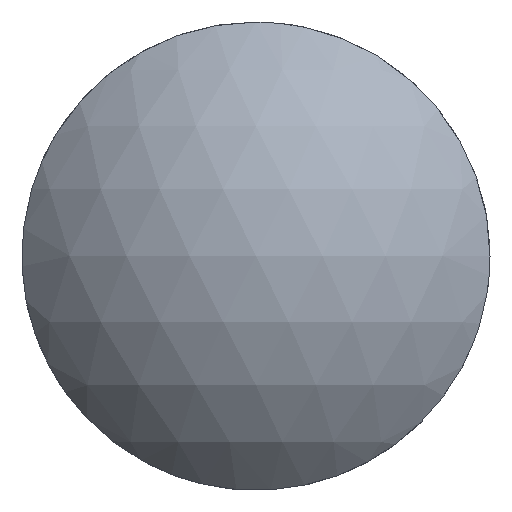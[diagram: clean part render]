
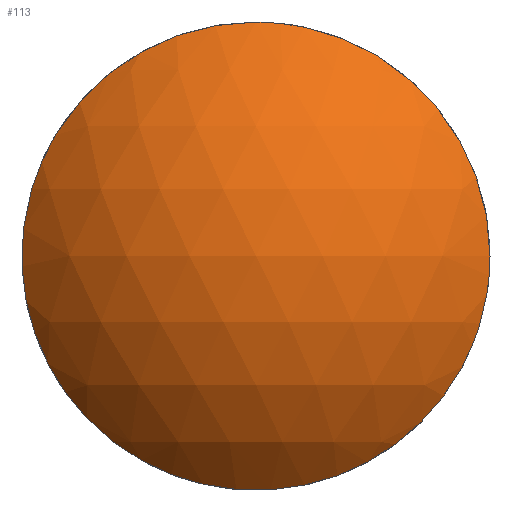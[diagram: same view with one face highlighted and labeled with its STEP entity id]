
A CAD part, left-side view. The second image highlights one B-rep face of the part: STEP entity #113.
In plain terms, the highlighted spherical face has radius 10 mm.
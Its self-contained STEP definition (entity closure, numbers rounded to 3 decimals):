
#1=CARTESIAN_POINT('POINT1',(18.68,
   -100.,17.75));
#2=VERTEX_POINT('VERTEX1',#1);
#3=CARTESIAN_POINT('POINT2',(18.679,
   -107.75,10.));
#4=VERTEX_POINT('VERTEX2',#3);
#5=B_SPLINE_CURVE_WITH_KNOTS('SPLINE_CRV1',3,(#6,#7,#8,#9,#10,#11,#12,
   #13,#14,#15,#16,#17,#18,#19,#20,#21,#22,#23,#24,#25),.UNSPECIFIED.,
   .F.,.F.,(4,2,2,2,2,2,2,2,2,4),(25.551,
   26.274,27.734,29.193,
   30.653,32.113,33.572,
   35.032,36.492,37.228),
   .UNSPECIFIED.);
#6=CARTESIAN_POINT('',(18.679,-107.75,
   10.));
#7=CARTESIAN_POINT('',(18.679,-107.75,
   10.255));
#8=CARTESIAN_POINT('',(18.679,-107.737,
   10.511));
#9=CARTESIAN_POINT('',(18.679,-107.661,
   11.28));
#10=CARTESIAN_POINT('',(18.679,-107.558,
   11.79));
#11=CARTESIAN_POINT('',(18.679,-107.258,
   12.765));
#12=CARTESIAN_POINT('',(18.679,-107.062,
   13.23));
#13=CARTESIAN_POINT('',(18.679,-106.602,
   14.088));
#14=CARTESIAN_POINT('',(18.679,-106.323,
   14.51));
#15=CARTESIAN_POINT('',(18.68,-105.678,
   15.299));
#16=CARTESIAN_POINT('',(18.68,-105.311,
   15.668));
#17=CARTESIAN_POINT('',(18.68,-104.512,
   16.322));
#18=CARTESIAN_POINT('',(18.68,-104.079,
   16.61));
#19=CARTESIAN_POINT('',(18.68,-103.177,
   17.087));
#20=CARTESIAN_POINT('',(18.68,-102.709,
   17.277));
#21=CARTESIAN_POINT('',(18.68,-101.778,
   17.559));
#22=CARTESIAN_POINT('',(18.68,-101.283,
   17.66));
#23=CARTESIAN_POINT('',(18.68,-100.519,
   17.737));
#24=CARTESIAN_POINT('',(18.68,-100.26,
   17.75));
#25=CARTESIAN_POINT('',(18.68,-100.,
   17.75));
#26=EDGE_CURVE('EDGE1',#2,#4,#5,.F.);
#27=ORIENTED_EDGE('COEDGE1',*,*,#26,.F.);
#28=CARTESIAN_POINT('POINT3',(18.681,
   -92.582,12.243));
#29=VERTEX_POINT('VERTEX3',#28);
#30=B_SPLINE_CURVE_WITH_KNOTS('SPLINE_CRV2',3,(#31,#32,#33,#34,#35,#36,
   #37,#38,#39,#40,#41,#42,#43,#44,#45,#46),.UNSPECIFIED.,.F.,.F.,(4,2,2
   ,2,2,2,2,4),(-9.481,-8.758,
   -7.298,-5.839,-4.379,
   -2.919,-1.46,0.),.UNSPECIFIED.
   );
#31=CARTESIAN_POINT('',(18.68,-100.,
   17.75));
#32=CARTESIAN_POINT('',(18.68,-99.745,
   17.75));
#33=CARTESIAN_POINT('',(18.68,-99.489,
   17.737));
#34=CARTESIAN_POINT('',(18.681,-98.72,
   17.661));
#35=CARTESIAN_POINT('',(18.681,-98.21,
   17.558));
#36=CARTESIAN_POINT('',(18.681,-97.235,
   17.258));
#37=CARTESIAN_POINT('',(18.681,-96.77,
   17.062));
#38=CARTESIAN_POINT('',(18.681,-95.912,
   16.602));
#39=CARTESIAN_POINT('',(18.681,-95.49,
   16.323));
#40=CARTESIAN_POINT('',(18.681,-94.701,
   15.678));
#41=CARTESIAN_POINT('',(18.681,-94.332,
   15.311));
#42=CARTESIAN_POINT('',(18.681,-93.678,
   14.512));
#43=CARTESIAN_POINT('',(18.681,-93.39,
   14.079));
#44=CARTESIAN_POINT('',(18.681,-92.913,
   13.177));
#45=CARTESIAN_POINT('',(18.681,-92.723,
   12.709));
#46=CARTESIAN_POINT('',(18.681,-92.582,
   12.243));
#47=EDGE_CURVE('EDGE2',#29,#2,#30,.F.);
#48=ORIENTED_EDGE('COEDGE2',*,*,#47,.F.);
#49=CARTESIAN_POINT('POINT4',(18.679,
   -107.418,7.757));
#50=VERTEX_POINT('VERTEX4',#49);
#51=B_SPLINE_CURVE_WITH_KNOTS('SPLINE_CRV3',3,(#52,#53,#54,#55,#56,#57,
   #58,#59,#60,#61,#62,#63,#64,#65,#66,#67,#68,#69,#70,#71,#72,#73,#74,
   #75,#76,#77,#78,#79,#80,#81,#82,#83,#84,#85),.UNSPECIFIED.,.F.,.F.,(4
   ,2,2,2,2,2,2,2,2,2,2,2,2,2,2,2,4),(0.,1.46,
   2.919,4.379,5.839,
   7.298,8.758,10.218,
   11.677,13.137,14.597,
   16.056,17.516,18.976,
   20.435,21.895,23.355),
   .UNSPECIFIED.);
#52=CARTESIAN_POINT('',(18.681,-92.582,
   12.243));
#53=CARTESIAN_POINT('',(18.681,-92.441,
   11.778));
#54=CARTESIAN_POINT('',(18.681,-92.34,
   11.283));
#55=CARTESIAN_POINT('',(18.681,-92.238,
   10.268));
#56=CARTESIAN_POINT('',(18.681,-92.237,
   9.748));
#57=CARTESIAN_POINT('',(18.681,-92.339,
   8.72));
#58=CARTESIAN_POINT('',(18.681,-92.442,
   8.21));
#59=CARTESIAN_POINT('',(18.681,-92.742,
   7.235));
#60=CARTESIAN_POINT('',(18.681,-92.938,
   6.77));
#61=CARTESIAN_POINT('',(18.681,-93.398,
   5.912));
#62=CARTESIAN_POINT('',(18.681,-93.677,
   5.49));
#63=CARTESIAN_POINT('',(18.681,-94.322,
   4.701));
#64=CARTESIAN_POINT('',(18.681,-94.689,
   4.332));
#65=CARTESIAN_POINT('',(18.681,-95.488,
   3.678));
#66=CARTESIAN_POINT('',(18.681,-95.921,
   3.39));
#67=CARTESIAN_POINT('',(18.681,-96.823,
   2.913));
#68=CARTESIAN_POINT('',(18.681,-97.291,
   2.723));
#69=CARTESIAN_POINT('',(18.681,-98.222,
   2.441));
#70=CARTESIAN_POINT('',(18.681,-98.717,
   2.34));
#71=CARTESIAN_POINT('',(18.68,-99.732,
   2.238));
#72=CARTESIAN_POINT('',(18.68,-100.252,
   2.237));
#73=CARTESIAN_POINT('',(18.68,-101.28,
   2.339));
#74=CARTESIAN_POINT('',(18.68,-101.79,
   2.442));
#75=CARTESIAN_POINT('',(18.68,-102.765,
   2.742));
#76=CARTESIAN_POINT('',(18.68,-103.23,
   2.939));
#77=CARTESIAN_POINT('',(18.68,-104.088,
   3.398));
#78=CARTESIAN_POINT('',(18.68,-104.51,
   3.677));
#79=CARTESIAN_POINT('',(18.68,-105.299,
   4.322));
#80=CARTESIAN_POINT('',(18.68,-105.668,
   4.689));
#81=CARTESIAN_POINT('',(18.679,-106.322,
   5.488));
#82=CARTESIAN_POINT('',(18.679,-106.61,
   5.921));
#83=CARTESIAN_POINT('',(18.679,-107.087,
   6.823));
#84=CARTESIAN_POINT('',(18.679,-107.277,
   7.291));
#85=CARTESIAN_POINT('',(18.679,-107.418,
   7.757));
#86=EDGE_CURVE('EDGE3',#50,#29,#51,.F.);
#87=ORIENTED_EDGE('COEDGE3',*,*,#86,.F.);
#88=B_SPLINE_CURVE_WITH_KNOTS('SPLINE_CRV4',3,(#89,#90,#91,#92,#93,#94),
   .UNSPECIFIED.,.F.,.F.,(4,2,4),(23.355,
   24.814,25.551),.UNSPECIFIED.);
#89=CARTESIAN_POINT('',(18.679,-107.418,
   7.757));
#90=CARTESIAN_POINT('',(18.679,-107.559,
   8.222));
#91=CARTESIAN_POINT('',(18.679,-107.66,
   8.717));
#92=CARTESIAN_POINT('',(18.679,-107.737,
   9.481));
#93=CARTESIAN_POINT('',(18.679,-107.75,
   9.74));
#94=CARTESIAN_POINT('',(18.679,-107.75,
   10.));
#95=EDGE_CURVE('EDGE4',#4,#50,#88,.F.);
#96=ORIENTED_EDGE('COEDGE4',*,*,#95,.F.);
#97=CARTESIAN_POINT('POINT5',(15.,-100.,
   10.));
#98=VERTEX_POINT('VERTEX5',#97);
#99=(BOUNDED_CURVE() B_SPLINE_CURVE(2,(#100,#101,#102),.UNSPECIFIED.,.F.
   ,.F.) B_SPLINE_CURVE_WITH_KNOTS((3,3),(0.,0.561
   ),.UNSPECIFIED.) CURVE() GEOMETRIC_REPRESENTATION_ITEM() 
   RATIONAL_B_SPLINE_CURVE((1.,0.836,
   0.856)) REPRESENTATION_ITEM('SPLINE_CRV5'));
#100=CARTESIAN_POINT('',(15.,-100.,
   10.));
#101=CARTESIAN_POINT('',(15.,-104.749,
   10.));
#102=CARTESIAN_POINT('',(18.679,-107.75,
   10.));
#103=EDGE_CURVE('EDGE5',#98,#4,#99,.T.);
#104=ORIENTED_EDGE('COEDGE5',*,*,#103,.F.);
#105=ORIENTED_EDGE('COEDGE6',*,*,#103,.T.);
#106=EDGE_LOOP('NONE',(#27,#48,#87,#96,#104,#105));
#107=FACE_BOUND('LOOP1',#106,.T.);
#108=CARTESIAN_POINT('POS1',(25.,
   -100.001,10.));
#109=DIRECTION('DIR1',(0.,0.,1.));
#110=DIRECTION('DIR2',(1.,0.,0.));
#111=AXIS2_PLACEMENT_3D('AXIS1',#108,#109,#110);
#112=SPHERICAL_SURFACE('SPHERE_SURF1',#111,10.);
#113=ADVANCED_FACE('FACE1',(#107),#112,.T.);
